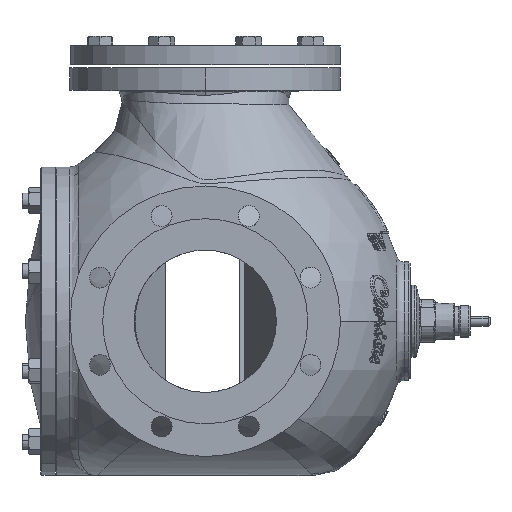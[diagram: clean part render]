
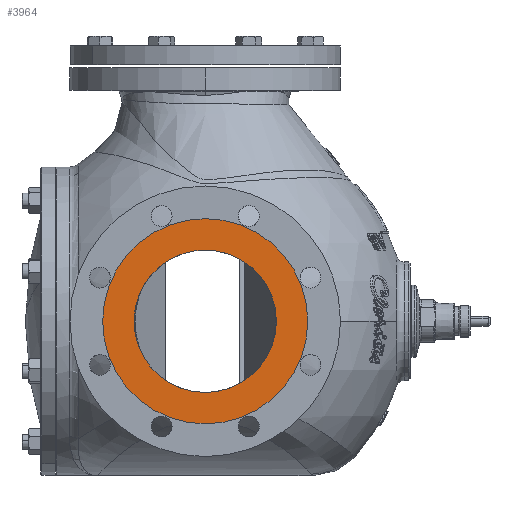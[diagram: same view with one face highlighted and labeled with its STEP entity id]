
A CAD part, left-side view. The second image highlights one B-rep face of the part: STEP entity #3964.
In plain terms, the highlighted planar face has unit normal (-1, 0, 0).
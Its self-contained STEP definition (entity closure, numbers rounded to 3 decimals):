
#726 = PLANE ( 'NONE',  #11574 ) ;
#3623 = CARTESIAN_POINT ( 'NONE',  ( -240., 0., 108.055 ) ) ;
#3964 = ADVANCED_FACE ( 'NONE', ( #51423, #15498 ), #726, .F. ) ;
#4006 = CIRCLE ( 'NONE', #34586, 108.055 ) ;
#4189 = VERTEX_POINT ( 'NONE', #15811 ) ;
#6534 = DIRECTION ( 'NONE',  ( 1., 0., 0. ) ) ;
#8247 = DIRECTION ( 'NONE',  ( -1., 0., 0. ) ) ;
#8349 = ORIENTED_EDGE ( 'NONE', *, *, #9232, .T. ) ;
#9232 = EDGE_CURVE ( 'NONE', #30846, #4189, #38677, .T. ) ;
#9814 = CARTESIAN_POINT ( 'NONE',  ( -240., 0., 75. ) ) ;
#11574 = AXIS2_PLACEMENT_3D ( 'NONE', #14461, #45966, #18959 ) ;
#12944 = CIRCLE ( 'NONE', #40020, 75. ) ;
#14461 = CARTESIAN_POINT ( 'NONE',  ( -240., 0., 0. ) ) ;
#15498 = FACE_OUTER_BOUND ( 'NONE', #41853, .T. ) ;
#15811 = CARTESIAN_POINT ( 'NONE',  ( -240., 0., -108.055 ) ) ;
#17743 = CARTESIAN_POINT ( 'NONE',  ( -240., 0., 0. ) ) ;
#18225 = ORIENTED_EDGE ( 'NONE', *, *, #40745, .T. ) ;
#18266 = EDGE_CURVE ( 'NONE', #4189, #30846, #4006, .T. ) ;
#18959 = DIRECTION ( 'NONE',  ( 0., 0., -1. ) ) ;
#22272 = DIRECTION ( 'NONE',  ( 0., 0., -1. ) ) ;
#23774 = CARTESIAN_POINT ( 'NONE',  ( -240., 0., 0. ) ) ;
#24255 = AXIS2_PLACEMENT_3D ( 'NONE', #33444, #6534, #37989 ) ;
#25419 = VERTEX_POINT ( 'NONE', #56610 ) ;
#28277 = DIRECTION ( 'NONE',  ( 0., 0., 1. ) ) ;
#30846 = VERTEX_POINT ( 'NONE', #3623 ) ;
#33444 = CARTESIAN_POINT ( 'NONE',  ( -240., 0., 0. ) ) ;
#34040 = AXIS2_PLACEMENT_3D ( 'NONE', #35208, #8247, #39744 ) ;
#34586 = AXIS2_PLACEMENT_3D ( 'NONE', #23774, #55222, #28277 ) ;
#35208 = CARTESIAN_POINT ( 'NONE',  ( -240., 0., 0. ) ) ;
#37989 = DIRECTION ( 'NONE',  ( 0., 0., -1. ) ) ;
#38677 = CIRCLE ( 'NONE', #34040, 108.055 ) ;
#39744 = DIRECTION ( 'NONE',  ( 0., 0., 1. ) ) ;
#40020 = AXIS2_PLACEMENT_3D ( 'NONE', #17743, #49245, #22272 ) ;
#40745 = EDGE_CURVE ( 'NONE', #25419, #50011, #57487, .T. ) ;
#41853 = EDGE_LOOP ( 'NONE', ( #8349, #45507 ) ) ;
#45507 = ORIENTED_EDGE ( 'NONE', *, *, #18266, .T. ) ;
#45966 = DIRECTION ( 'NONE',  ( 1., 0., 0. ) ) ;
#46200 = ORIENTED_EDGE ( 'NONE', *, *, #55968, .T. ) ;
#49245 = DIRECTION ( 'NONE',  ( 1., 0., 0. ) ) ;
#50011 = VERTEX_POINT ( 'NONE', #9814 ) ;
#51423 = FACE_BOUND ( 'NONE', #57265, .T. ) ;
#55222 = DIRECTION ( 'NONE',  ( -1., 0., 0. ) ) ;
#55968 = EDGE_CURVE ( 'NONE', #50011, #25419, #12944, .T. ) ;
#56610 = CARTESIAN_POINT ( 'NONE',  ( -240., 0., -75. ) ) ;
#57265 = EDGE_LOOP ( 'NONE', ( #46200, #18225 ) ) ;
#57487 = CIRCLE ( 'NONE', #24255, 75. ) ;
